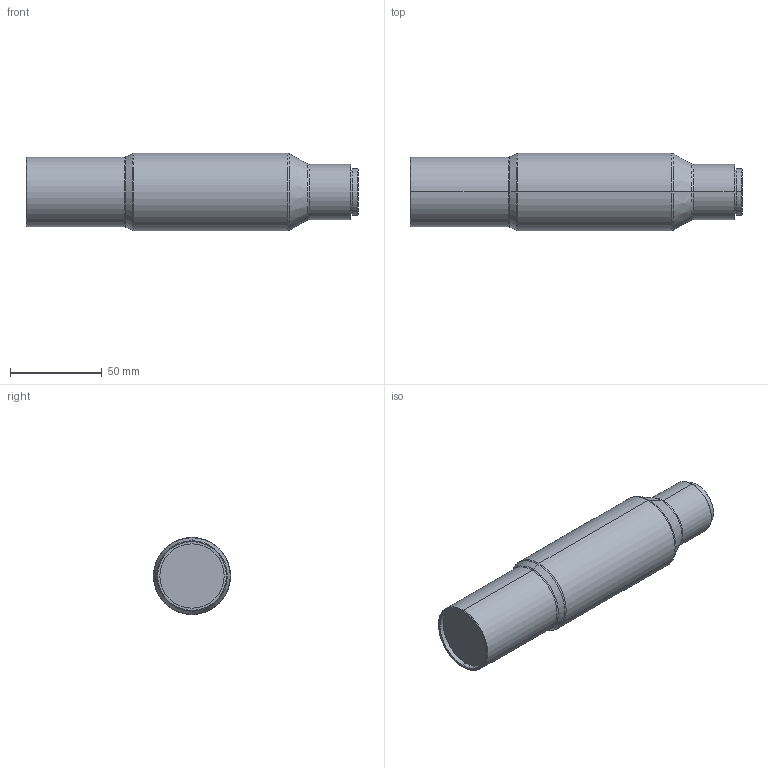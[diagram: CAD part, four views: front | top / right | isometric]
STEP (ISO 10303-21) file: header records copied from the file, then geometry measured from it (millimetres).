
FILE_DESCRIPTION (( 'STEP AP203' ), '1' );
FILE_NAME ('WH01-1405A-230.STEP', '2021-04-30T00:50:16', ( 'Windows User' ), ( 'P R C' ), 'SwSTEP 2.0', 'SolidWorks 2017', '' );
FILE_SCHEMA (( 'CONFIG_CONTROL_DESIGN' ));
Length unit declared in the file: millimetre
Products named in the file (1): WH01-1405A-230
Bounding box: 180.7 x 42 x 42 mm (x, y, z)
Volume: 210900.1 mm3; surface area: 24226.4 mm2
Topology: 1 solids, 1 shells, 35 faces, 68 edges, 38 vertices
Faces by surface type: cylinder 12, cone 10, torus 8, plane 5
Entity records: 969 total; most frequent: DIRECTION 186, CARTESIAN_POINT 142, ORIENTED_EDGE 136, AXIS2_PLACEMENT_3D 82, EDGE_CURVE 68, CIRCLE 46, EDGE_LOOP 38, VERTEX_POINT 38
